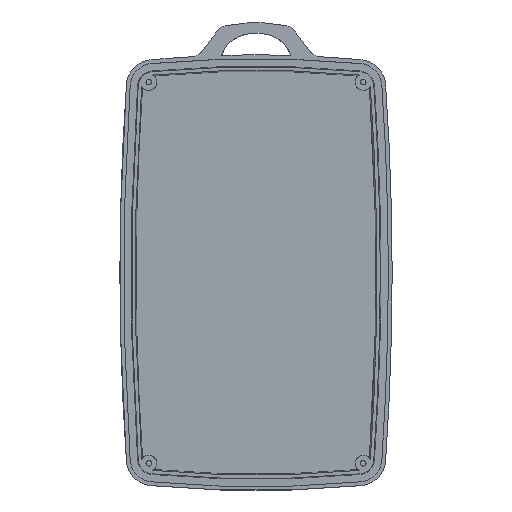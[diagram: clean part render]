
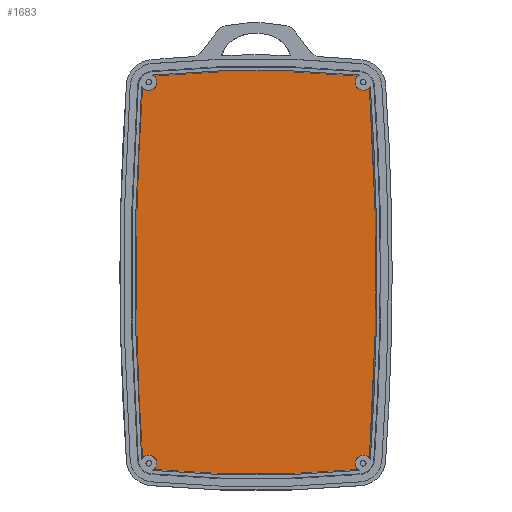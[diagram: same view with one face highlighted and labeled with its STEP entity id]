
A CAD part, top view. The second image highlights one B-rep face of the part: STEP entity #1683.
In plain terms, the highlighted planar face has unit normal (0, 0, 1).
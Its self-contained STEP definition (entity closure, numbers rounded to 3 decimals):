
#31 = CARTESIAN_POINT ( 'NONE',  ( 18.182, -35.009, -1.4 ) ) ;
#36 = EDGE_CURVE ( 'NONE', #1984, #1739, #2271, .T. ) ;
#45 = DIRECTION ( 'NONE',  ( -1., 0., 0. ) ) ;
#122 = CIRCLE ( 'NONE', #3451, 1.527 ) ;
#152 = DIRECTION ( 'NONE',  ( 0., 0., 1. ) ) ;
#165 = EDGE_CURVE ( 'NONE', #1739, #665, #122, .T. ) ;
#280 = VERTEX_POINT ( 'NONE', #629 ) ;
#300 = DIRECTION ( 'NONE',  ( 0., 0., -1. ) ) ;
#481 = DIRECTION ( 'NONE',  ( 0., 0., -1. ) ) ;
#494 = DIRECTION ( 'NONE',  ( 1., 0., 0. ) ) ;
#528 = EDGE_CURVE ( 'NONE', #1536, #3457, #3338, .T. ) ;
#586 = CARTESIAN_POINT ( 'NONE',  ( -20.832, -33.975, -1.4 ) ) ;
#629 = CARTESIAN_POINT ( 'NONE',  ( 20.832, -33.975, -1.4 ) ) ;
#632 = CARTESIAN_POINT ( 'NONE',  ( 18.69, -36.147, -1.4 ) ) ;
#665 = VERTEX_POINT ( 'NONE', #586 ) ;
#681 = DIRECTION ( 'NONE',  ( 0., 0., 1. ) ) ;
#698 = CARTESIAN_POINT ( 'NONE',  ( -19.708, 35.009, -1.4 ) ) ;
#717 = AXIS2_PLACEMENT_3D ( 'NONE', #2443, #481, #494 ) ;
#790 = CARTESIAN_POINT ( 'NONE',  ( 474.339, 0., -1.4 ) ) ;
#805 = CIRCLE ( 'NONE', #3509, 206.08 ) ;
#817 = ORIENTED_EDGE ( 'NONE', *, *, #3311, .F. ) ;
#825 = DIRECTION ( 'NONE',  ( -1., 0., 0. ) ) ;
#857 = CARTESIAN_POINT ( 'NONE',  ( -19.708, -35.009, -1.4 ) ) ;
#995 = CARTESIAN_POINT ( 'NONE',  ( -21.996, 0., -1.4 ) ) ;
#1021 = CARTESIAN_POINT ( 'NONE',  ( -474.339, 0., -1.4 ) ) ;
#1022 = AXIS2_PLACEMENT_3D ( 'NONE', #2095, #2106, #2989 ) ;
#1061 = CIRCLE ( 'NONE', #2414, 1.527 ) ;
#1069 = VERTEX_POINT ( 'NONE', #3168 ) ;
#1075 = DIRECTION ( 'NONE',  ( 1., 0., 0. ) ) ;
#1155 = AXIS2_PLACEMENT_3D ( 'NONE', #1805, #2187, #825 ) ;
#1205 = DIRECTION ( 'NONE',  ( 0., 0., -1. ) ) ;
#1237 = DIRECTION ( 'NONE',  ( 1., 0., 0. ) ) ;
#1250 = CARTESIAN_POINT ( 'NONE',  ( 227.759, -17.065, -1.4 ) ) ;
#1256 = ORIENTED_EDGE ( 'NONE', *, *, #2495, .F. ) ;
#1312 = CIRCLE ( 'NONE', #1155, 1.527 ) ;
#1349 = CIRCLE ( 'NONE', #1993, 1.527 ) ;
#1415 = DIRECTION ( 'NONE',  ( 0., 0., 1. ) ) ;
#1424 = ORIENTED_EDGE ( 'NONE', *, *, #36, .F. ) ;
#1452 = ORIENTED_EDGE ( 'NONE', *, *, #2683, .F. ) ;
#1466 = AXIS2_PLACEMENT_3D ( 'NONE', #3024, #2204, #1075 ) ;
#1536 = VERTEX_POINT ( 'NONE', #995 ) ;
#1599 = ORIENTED_EDGE ( 'NONE', *, *, #3101, .F. ) ;
#1642 = CIRCLE ( 'NONE', #2674, 1.527 ) ;
#1681 = CARTESIAN_POINT ( 'NONE',  ( 19.708, -35.009, -1.4 ) ) ;
#1683 = ADVANCED_FACE ( 'NONE', ( #1834 ), #2913, .T. ) ;
#1739 = VERTEX_POINT ( 'NONE', #3459 ) ;
#1750 = EDGE_CURVE ( 'NONE', #665, #1536, #2658, .T. ) ;
#1805 = CARTESIAN_POINT ( 'NONE',  ( 19.708, 35.009, -1.4 ) ) ;
#1828 = ORIENTED_EDGE ( 'NONE', *, *, #528, .F. ) ;
#1834 = FACE_OUTER_BOUND ( 'NONE', #3034, .T. ) ;
#1841 = VERTEX_POINT ( 'NONE', #31 ) ;
#1852 = DIRECTION ( 'NONE',  ( 1., 0., 0. ) ) ;
#1871 = CARTESIAN_POINT ( 'NONE',  ( 19.708, 35.009, -1.4 ) ) ;
#1882 = CARTESIAN_POINT ( 'NONE',  ( 18.69, 36.147, -1.4 ) ) ;
#1960 = DIRECTION ( 'NONE',  ( -1., 0., 0. ) ) ;
#1968 = ORIENTED_EDGE ( 'NONE', *, *, #1750, .F. ) ;
#1975 = AXIS2_PLACEMENT_3D ( 'NONE', #1021, #1205, #2281 ) ;
#1984 = VERTEX_POINT ( 'NONE', #632 ) ;
#1993 = AXIS2_PLACEMENT_3D ( 'NONE', #1871, #3004, #3328 ) ;
#2095 = CARTESIAN_POINT ( 'NONE',  ( 19.708, -35.009, -1.4 ) ) ;
#2106 = DIRECTION ( 'NONE',  ( 0., 0., 1. ) ) ;
#2171 = ORIENTED_EDGE ( 'NONE', *, *, #3069, .F. ) ;
#2173 = CARTESIAN_POINT ( 'NONE',  ( 0., -169.083, -1.4 ) ) ;
#2187 = DIRECTION ( 'NONE',  ( 0., 0., 1. ) ) ;
#2204 = DIRECTION ( 'NONE',  ( 0., 0., -1. ) ) ;
#2269 = ORIENTED_EDGE ( 'NONE', *, *, #2410, .F. ) ;
#2271 = CIRCLE ( 'NONE', #1466, 206.08 ) ;
#2277 = CARTESIAN_POINT ( 'NONE',  ( -20.832, 33.975, -1.4 ) ) ;
#2281 = DIRECTION ( 'NONE',  ( 1., 0., 0. ) ) ;
#2410 = EDGE_CURVE ( 'NONE', #2469, #2719, #1312, .T. ) ;
#2414 = AXIS2_PLACEMENT_3D ( 'NONE', #698, #681, #2611 ) ;
#2426 = CIRCLE ( 'NONE', #1975, 496.336 ) ;
#2443 = CARTESIAN_POINT ( 'NONE',  ( 474.339, 0., -1.4 ) ) ;
#2450 = EDGE_CURVE ( 'NONE', #2719, #1069, #1349, .T. ) ;
#2469 = VERTEX_POINT ( 'NONE', #1882 ) ;
#2495 = EDGE_CURVE ( 'NONE', #3523, #2469, #805, .T. ) ;
#2549 = CARTESIAN_POINT ( 'NONE',  ( -18.69, 36.147, -1.4 ) ) ;
#2583 = ORIENTED_EDGE ( 'NONE', *, *, #165, .F. ) ;
#2611 = DIRECTION ( 'NONE',  ( -1., 0., 0. ) ) ;
#2658 = CIRCLE ( 'NONE', #717, 496.336 ) ;
#2674 = AXIS2_PLACEMENT_3D ( 'NONE', #1681, #3096, #45 ) ;
#2683 = EDGE_CURVE ( 'NONE', #1841, #1984, #3408, .T. ) ;
#2702 = CARTESIAN_POINT ( 'NONE',  ( 18.182, 35.009, -1.4 ) ) ;
#2719 = VERTEX_POINT ( 'NONE', #2702 ) ;
#2773 = DIRECTION ( 'NONE',  ( 1., 0., 0. ) ) ;
#2901 = AXIS2_PLACEMENT_3D ( 'NONE', #790, #3026, #1852 ) ;
#2913 = PLANE ( 'NONE',  #3086 ) ;
#2989 = DIRECTION ( 'NONE',  ( -1., 0., 0. ) ) ;
#3004 = DIRECTION ( 'NONE',  ( 0., 0., 1. ) ) ;
#3024 = CARTESIAN_POINT ( 'NONE',  ( 0., 169.083, -1.4 ) ) ;
#3026 = DIRECTION ( 'NONE',  ( 0., 0., -1. ) ) ;
#3034 = EDGE_LOOP ( 'NONE', ( #1599, #3241, #2269, #1256, #2171, #1828, #1968, #2583, #1424, #1452, #817 ) ) ;
#3069 = EDGE_CURVE ( 'NONE', #3457, #3523, #1061, .T. ) ;
#3086 = AXIS2_PLACEMENT_3D ( 'NONE', #1250, #152, #1237 ) ;
#3096 = DIRECTION ( 'NONE',  ( 0., 0., 1. ) ) ;
#3101 = EDGE_CURVE ( 'NONE', #1069, #280, #2426, .T. ) ;
#3168 = CARTESIAN_POINT ( 'NONE',  ( 20.832, 33.975, -1.4 ) ) ;
#3241 = ORIENTED_EDGE ( 'NONE', *, *, #2450, .F. ) ;
#3311 = EDGE_CURVE ( 'NONE', #280, #1841, #1642, .T. ) ;
#3328 = DIRECTION ( 'NONE',  ( -1., 0., 0. ) ) ;
#3338 = CIRCLE ( 'NONE', #2901, 496.336 ) ;
#3408 = CIRCLE ( 'NONE', #1022, 1.527 ) ;
#3451 = AXIS2_PLACEMENT_3D ( 'NONE', #857, #1415, #1960 ) ;
#3457 = VERTEX_POINT ( 'NONE', #2277 ) ;
#3459 = CARTESIAN_POINT ( 'NONE',  ( -18.69, -36.147, -1.4 ) ) ;
#3509 = AXIS2_PLACEMENT_3D ( 'NONE', #2173, #300, #2773 ) ;
#3523 = VERTEX_POINT ( 'NONE', #2549 ) ;
